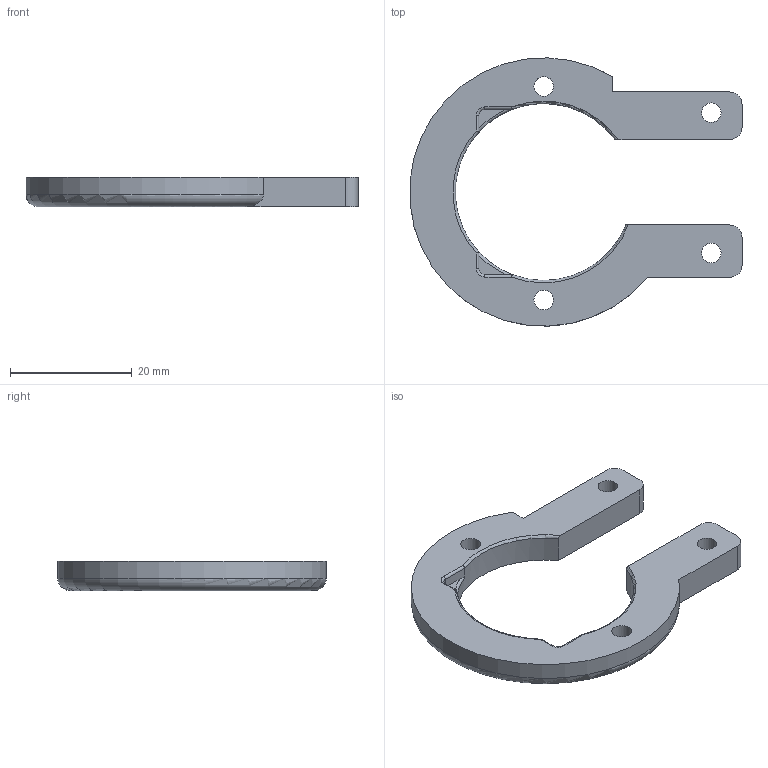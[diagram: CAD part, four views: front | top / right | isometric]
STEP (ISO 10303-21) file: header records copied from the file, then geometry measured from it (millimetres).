
FILE_DESCRIPTION(/* description */ (''),/* implementation_level */ '2;1');
FILE_NAME(/* name */ 'Bridges-Trackball-Mount.step',/* time_stamp */ '2025-11-23T19:34:12-06:00',/* author */ (''),/* organization */ (''),/* preprocessor_version */ 'ST-DEVELOPER v20.1',/* originating_system */ 'Autodesk Translation Framework v14.21.0.0',/* authorisation */ '');
FILE_SCHEMA (('AUTOMOTIVE_DESIGN { 1 0 10303 214 3 1 1 }'));
Length unit declared in the file: millimetre
Products named in the file (1): (Unsaved)
Bounding box: 54.43 x 43.97 x 4.8 mm (x, y, z)
Volume: 4375.8 mm3; surface area: 3261.7 mm2
Topology: 1 solids, 1 shells, 39 faces, 103 edges, 66 vertices
Faces by surface type: cylinder 16, plane 15, torus 8
Full cylindrical faces by diameter (mm): 3.2 x4
Entity records: 1386 total; most frequent: CARTESIAN_POINT 361, DIRECTION 211, ORIENTED_EDGE 206, EDGE_CURVE 103, AXIS2_PLACEMENT_3D 80, VERTEX_POINT 66, LINE 51, VECTOR 51
